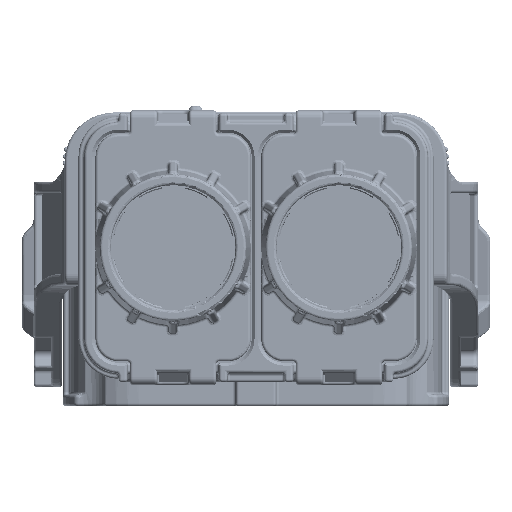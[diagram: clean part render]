
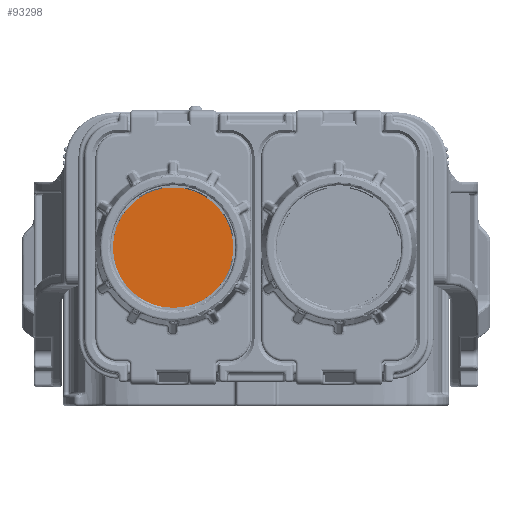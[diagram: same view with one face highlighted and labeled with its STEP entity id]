
A CAD part, front view. The second image highlights one B-rep face of the part: STEP entity #93298.
In plain terms, the highlighted planar face has unit normal (0, -1, 0).
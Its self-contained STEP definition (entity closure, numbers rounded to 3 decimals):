
#14950 = CARTESIAN_POINT ( 'NONE',  ( -14.4, -100.4, 17.1 ) ) ;
#30176 = AXIS2_PLACEMENT_3D ( 'NONE', #339990, #372231, #95620 ) ;
#93298 = ADVANCED_FACE ( 'NONE', ( #233825 ), #171311, .T. ) ;
#95620 = DIRECTION ( 'NONE',  ( 0., 0., -1. ) ) ;
#97948 = AXIS2_PLACEMENT_3D ( 'NONE', #237823, #357047, #296593 ) ;
#142094 = VERTEX_POINT ( 'NONE', #14950 ) ;
#171311 = PLANE ( 'NONE',  #97948 ) ;
#233825 = FACE_OUTER_BOUND ( 'NONE', #310791, .T. ) ;
#237823 = CARTESIAN_POINT ( 'NONE',  ( -25.25, -100.4, 27.55 ) ) ;
#288323 = CIRCLE ( 'NONE', #30176, 10.45 ) ;
#296593 = DIRECTION ( 'NONE',  ( 1., 0., 0. ) ) ;
#310791 = EDGE_LOOP ( 'NONE', ( #354892 ) ) ;
#319777 = EDGE_CURVE ( 'NONE', #142094, #142094, #288323, .T. ) ;
#339990 = CARTESIAN_POINT ( 'NONE',  ( -14.4, -100.4, 27.55 ) ) ;
#354892 = ORIENTED_EDGE ( 'NONE', *, *, #319777, .T. ) ;
#357047 = DIRECTION ( 'NONE',  ( 0., -1., 0. ) ) ;
#372231 = DIRECTION ( 'NONE',  ( 0., -1., 0. ) ) ;
